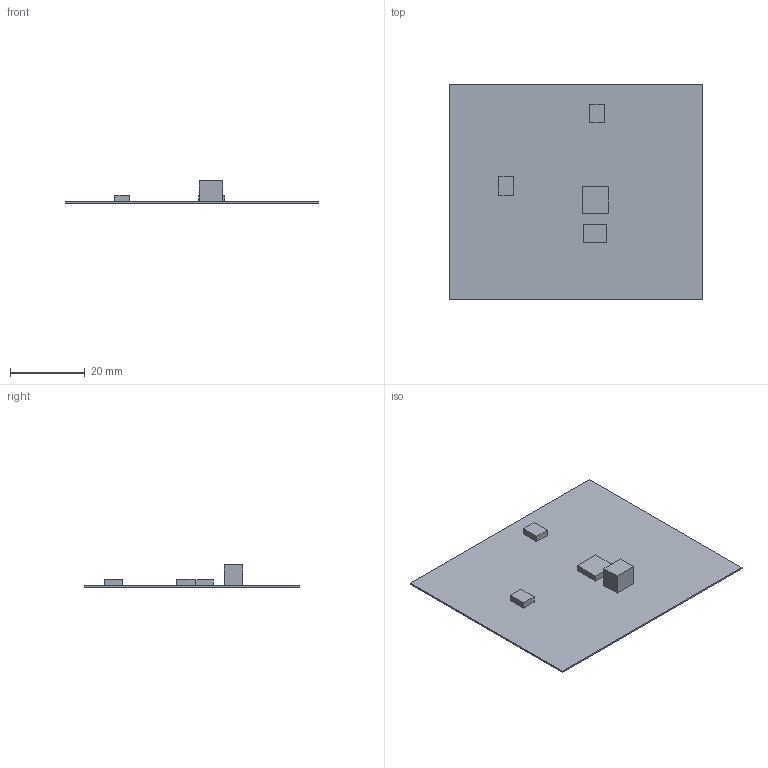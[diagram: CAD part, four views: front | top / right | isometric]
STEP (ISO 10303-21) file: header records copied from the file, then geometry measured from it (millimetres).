
FILE_DESCRIPTION(('Open CASCADE Model'),'2;1');
FILE_NAME('Open CASCADE Shape Model','2013-08-14T18:23:12',('Author'),( 'Open CASCADE'),'Open CASCADE STEP processor 6.2','Open CASCADE 6.2' ,'Unknown');
FILE_SCHEMA(('AUTOMOTIVE_DESIGN { 1 0 10303 214 1 1 1 1 }'));
Length unit declared in the file: millimetre
Products named in the file (12): PCB; Board; S2; 728811328; Extruded; U1; 728809024; U3; 728808256; U4
Assembly tree (12 placements, depth 4):
  PCB
    Board
    S2
      728811328
        Extruded
    U1
      728809024
        Extruded
    U3
      728808256
        Extruded
    U4
      728808256
        Extruded
Bounding box: 68.1 x 57.9 x 6.02 mm (x, y, z)
Volume: 1967.3 mm3; surface area: 8466.3 mm2
Topology: 5 solids, 5 shells, 30 faces, 60 edges, 40 vertices
Faces by surface type: plane 30
Entity records: 1488 total; most frequent: DIRECTION 218, CARTESIAN_POINT 213, LINE 144, VECTOR 144, ORIENTED_EDGE 96, PCURVE 96, DEFINITIONAL_REPRESENTATION 96, EDGE_CURVE 48
